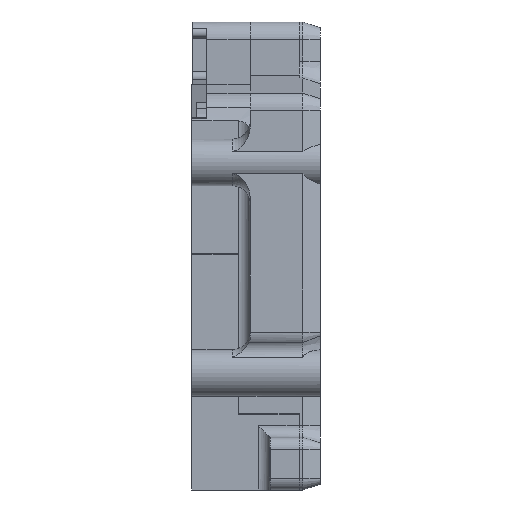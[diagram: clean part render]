
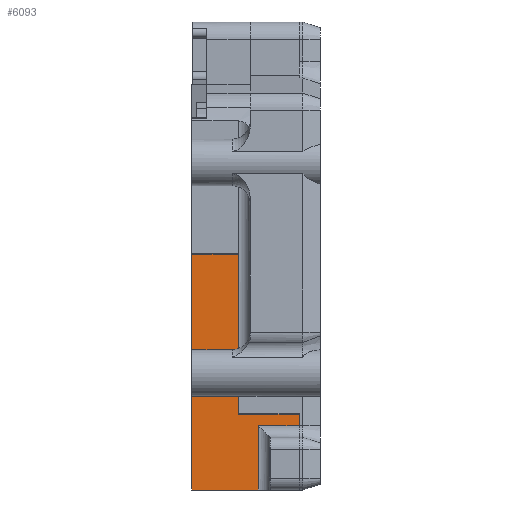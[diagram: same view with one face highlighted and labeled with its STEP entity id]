
A CAD part, left-side view. The second image highlights one B-rep face of the part: STEP entity #6093.
In plain terms, the highlighted planar face has unit normal (-1, 0, 0).
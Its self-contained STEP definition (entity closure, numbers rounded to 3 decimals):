
#769=FACE_OUTER_BOUND('',#1123,.T.);
#1123=EDGE_LOOP('',(#5201,#5202,#5203,#5204,#5205,#5206,#5207,#5208));
#1615=LINE('',#10479,#2201);
#1616=LINE('',#10483,#2202);
#1642=LINE('',#10548,#2228);
#1646=LINE('',#10563,#2232);
#1647=LINE('',#10565,#2233);
#1648=LINE('',#10567,#2234);
#1649=LINE('',#10569,#2235);
#1650=LINE('',#10570,#2236);
#2201=VECTOR('',#8120,10.);
#2202=VECTOR('',#8125,10.);
#2228=VECTOR('',#8185,10.);
#2232=VECTOR('',#8205,10.);
#2233=VECTOR('',#8206,10.);
#2234=VECTOR('',#8207,10.);
#2235=VECTOR('',#8208,10.);
#2236=VECTOR('',#8209,10.);
#2812=VERTEX_POINT('',#10476);
#2813=VERTEX_POINT('',#10478);
#2814=VERTEX_POINT('',#10482);
#2836=VERTEX_POINT('',#10546);
#2839=VERTEX_POINT('',#10562);
#2840=VERTEX_POINT('',#10564);
#2841=VERTEX_POINT('',#10566);
#2842=VERTEX_POINT('',#10568);
#3624=EDGE_CURVE('',#2812,#2813,#1615,.T.);
#3626=EDGE_CURVE('',#2813,#2814,#1616,.T.);
#3659=EDGE_CURVE('',#2812,#2836,#1642,.T.);
#3666=EDGE_CURVE('',#2836,#2839,#1646,.T.);
#3667=EDGE_CURVE('',#2840,#2839,#1647,.T.);
#3668=EDGE_CURVE('',#2840,#2841,#1648,.T.);
#3669=EDGE_CURVE('',#2841,#2842,#1649,.T.);
#3670=EDGE_CURVE('',#2842,#2814,#1650,.T.);
#5201=ORIENTED_EDGE('',*,*,#3624,.F.);
#5202=ORIENTED_EDGE('',*,*,#3659,.T.);
#5203=ORIENTED_EDGE('',*,*,#3666,.T.);
#5204=ORIENTED_EDGE('',*,*,#3667,.F.);
#5205=ORIENTED_EDGE('',*,*,#3668,.T.);
#5206=ORIENTED_EDGE('',*,*,#3669,.T.);
#5207=ORIENTED_EDGE('',*,*,#3670,.T.);
#5208=ORIENTED_EDGE('',*,*,#3626,.F.);
#5787=PLANE('',#6674);
#6093=ADVANCED_FACE('',(#769),#5787,.T.);
#6674=AXIS2_PLACEMENT_3D('',#10561,#8203,#8204);
#8120=DIRECTION('',(0.,1.,0.));
#8125=DIRECTION('',(0.,0.,-1.));
#8185=DIRECTION('',(0.,0.,1.));
#8203=DIRECTION('center_axis',(-1.,0.,0.));
#8204=DIRECTION('ref_axis',(0.,0.,-1.));
#8205=DIRECTION('',(0.,1.,0.));
#8206=DIRECTION('',(0.,0.,-1.));
#8207=DIRECTION('',(0.,1.,0.));
#8208=DIRECTION('',(0.,0.,-1.));
#8209=DIRECTION('',(0.,-1.,0.));
#10476=CARTESIAN_POINT('',(-20.5,-18.4,-29.5));
#10478=CARTESIAN_POINT('',(-20.5,-11.4,-29.5));
#10479=CARTESIAN_POINT('',(-20.5,-9.2,-29.5));
#10482=CARTESIAN_POINT('',(-20.5,-11.4,-40.5));
#10483=CARTESIAN_POINT('',(-20.5,-11.4,-6.708));
#10546=CARTESIAN_POINT('',(-20.5,-18.4,-27.586));
#10548=CARTESIAN_POINT('',(-20.5,-18.4,8.792));
#10561=CARTESIAN_POINT('Origin',(-20.5,0.,
22.583));
#10562=CARTESIAN_POINT('',(-20.5,-8.,-27.586));
#10563=CARTESIAN_POINT('',(-20.5,-9.2,-27.586));
#10564=CARTESIAN_POINT('',(-20.5,-8.,-0.2));
#10565=CARTESIAN_POINT('',(-20.5,-8.,11.292));
#10566=CARTESIAN_POINT('',(-20.5,0.,-0.2));
#10567=CARTESIAN_POINT('',(-20.5,-4.6,-0.2));
#10568=CARTESIAN_POINT('',(-20.5,0.,-40.5));
#10569=CARTESIAN_POINT('',(-20.5,0.,22.583));
#10570=CARTESIAN_POINT('',(-20.5,0.,-40.5));
